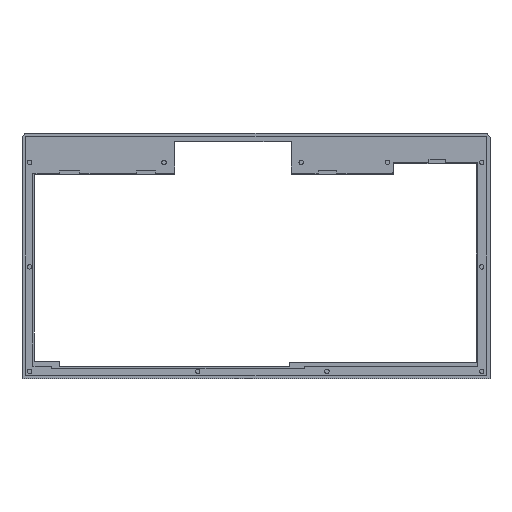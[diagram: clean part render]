
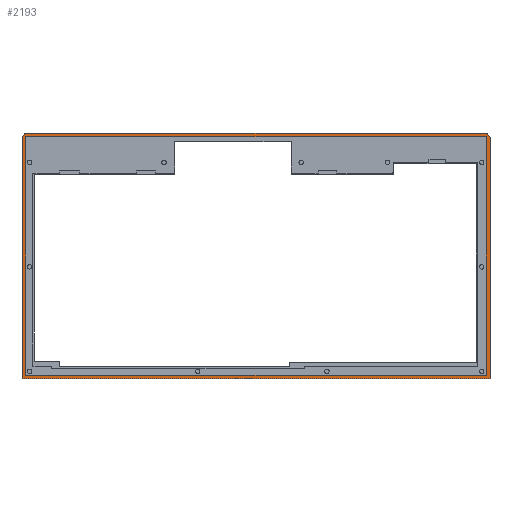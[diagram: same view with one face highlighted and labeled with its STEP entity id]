
A CAD part, front view. The second image highlights one B-rep face of the part: STEP entity #2193.
In plain terms, the highlighted planar face has unit normal (0, -1, 0).
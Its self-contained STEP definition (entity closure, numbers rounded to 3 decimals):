
#70=FACE_BOUND('',#298,.T.);
#169=FACE_OUTER_BOUND('',#297,.T.);
#297=EDGE_LOOP('',(#1813,#1814,#1815,#1816,#1817,#1818));
#298=EDGE_LOOP('',(#1819,#1820,#1821,#1822));
#506=LINE('',#3335,#764);
#513=LINE('',#3348,#771);
#517=LINE('',#3355,#775);
#521=LINE('',#3364,#779);
#526=LINE('',#3373,#784);
#560=LINE('',#3473,#818);
#562=LINE('',#3477,#820);
#564=LINE('',#3481,#822);
#566=LINE('',#3484,#824);
#567=LINE('',#3486,#825);
#764=VECTOR('',#2686,10.);
#771=VECTOR('',#2697,10.);
#775=VECTOR('',#2703,10.);
#779=VECTOR('',#2713,10.);
#784=VECTOR('',#2724,10.);
#818=VECTOR('',#2864,10.);
#820=VECTOR('',#2868,10.);
#822=VECTOR('',#2872,10.);
#824=VECTOR('',#2876,10.);
#825=VECTOR('',#2879,10.);
#990=VERTEX_POINT('',#3332);
#991=VERTEX_POINT('',#3334);
#994=VERTEX_POINT('',#3345);
#995=VERTEX_POINT('',#3347);
#997=VERTEX_POINT('',#3353);
#999=VERTEX_POINT('',#3362);
#1012=VERTEX_POINT('',#3470);
#1013=VERTEX_POINT('',#3472);
#1014=VERTEX_POINT('',#3476);
#1015=VERTEX_POINT('',#3480);
#1224=EDGE_CURVE('',#991,#990,#506,.T.);
#1231=EDGE_CURVE('',#994,#995,#513,.T.);
#1235=EDGE_CURVE('',#994,#997,#517,.T.);
#1239=EDGE_CURVE('',#999,#997,#521,.T.);
#1244=EDGE_CURVE('',#990,#995,#526,.T.);
#1289=EDGE_CURVE('',#1013,#1012,#560,.T.);
#1291=EDGE_CURVE('',#1014,#1013,#562,.T.);
#1293=EDGE_CURVE('',#1015,#1014,#564,.T.);
#1295=EDGE_CURVE('',#1012,#1015,#566,.T.);
#1296=EDGE_CURVE('',#999,#991,#567,.T.);
#1813=ORIENTED_EDGE('',*,*,#1231,.F.);
#1814=ORIENTED_EDGE('',*,*,#1235,.T.);
#1815=ORIENTED_EDGE('',*,*,#1239,.F.);
#1816=ORIENTED_EDGE('',*,*,#1296,.T.);
#1817=ORIENTED_EDGE('',*,*,#1224,.T.);
#1818=ORIENTED_EDGE('',*,*,#1244,.T.);
#1819=ORIENTED_EDGE('',*,*,#1295,.T.);
#1820=ORIENTED_EDGE('',*,*,#1293,.T.);
#1821=ORIENTED_EDGE('',*,*,#1291,.T.);
#1822=ORIENTED_EDGE('',*,*,#1289,.T.);
#1965=PLANE('',#2358);
#2193=ADVANCED_FACE('',(#169,#70),#1965,.T.);
#2358=AXIS2_PLACEMENT_3D('',#3485,#2877,#2878);
#2686=DIRECTION('',(1.,0.,0.));
#2697=DIRECTION('',(0.527,0.,-0.85));
#2703=DIRECTION('',(-1.,0.,0.));
#2713=DIRECTION('',(0.527,0.,0.85));
#2724=DIRECTION('',(0.,0.,1.));
#2864=DIRECTION('',(0.,0.,1.));
#2868=DIRECTION('',(-1.,0.,0.));
#2872=DIRECTION('',(0.,0.,-1.));
#2876=DIRECTION('',(1.,0.,0.));
#2877=DIRECTION('center_axis',(0.,-1.,0.));
#2878=DIRECTION('ref_axis',(0.,0.,-1.));
#2879=DIRECTION('',(0.,0.,-1.));
#3332=CARTESIAN_POINT('',(156.235,-1.,-72.751));
#3334=CARTESIAN_POINT('',(-147.365,-1.,-72.751));
#3335=CARTESIAN_POINT('',(-147.365,-1.,-72.751));
#3345=CARTESIAN_POINT('',(154.412,-1.,86.778));
#3347=CARTESIAN_POINT('',(156.235,-1.,83.837));
#3348=CARTESIAN_POINT('',(151.685,-1.,91.177));
#3353=CARTESIAN_POINT('',(-145.542,-1.,86.778));
#3355=CARTESIAN_POINT('',(156.235,-1.,86.778));
#3362=CARTESIAN_POINT('',(-147.365,-1.,83.837));
#3364=CARTESIAN_POINT('',(-153.814,-1.,73.431));
#3373=CARTESIAN_POINT('',(156.235,-1.,-72.751));
#3470=CARTESIAN_POINT('',(-144.965,-1.,84.378));
#3472=CARTESIAN_POINT('',(-144.965,-1.,-70.351));
#3473=CARTESIAN_POINT('',(-144.965,-1.,-70.351));
#3476=CARTESIAN_POINT('',(153.835,-1.,-70.351));
#3477=CARTESIAN_POINT('',(153.835,-1.,-70.351));
#3480=CARTESIAN_POINT('',(153.835,-1.,84.378));
#3481=CARTESIAN_POINT('',(153.835,-1.,84.378));
#3484=CARTESIAN_POINT('',(-144.965,-1.,84.378));
#3485=CARTESIAN_POINT('Origin',(4.435,-1.,7.013));
#3486=CARTESIAN_POINT('',(-147.365,-1.,86.778));
